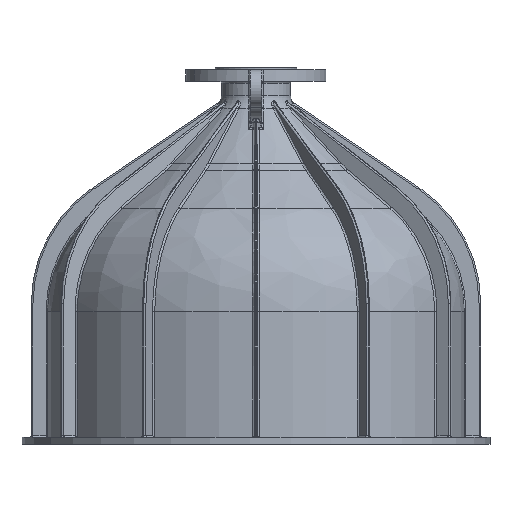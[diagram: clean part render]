
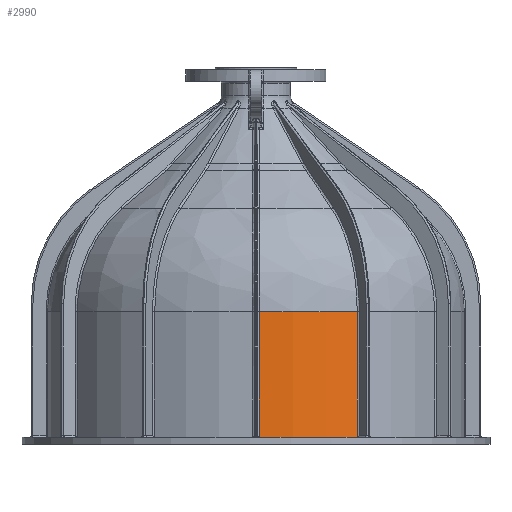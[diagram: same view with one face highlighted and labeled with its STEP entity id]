
A CAD part, front view. The second image highlights one B-rep face of the part: STEP entity #2990.
In plain terms, the highlighted cylindrical face has radius 89 mm (diameter 178 mm), a partial arc.
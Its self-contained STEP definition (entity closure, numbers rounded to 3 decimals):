
#690=CARTESIAN_POINT('Vertex',(43.238,-77.791,3.)) ;
#693=CARTESIAN_POINT('Axis2P3D Location',(0.,0.,3.)) ;
#697=CARTESIAN_POINT('Vertex',(1.45,-88.988,3.)) ;
#1678=CARTESIAN_POINT('Axis2P3D Location',(0.,0.,80.4)) ;
#2933=CARTESIAN_POINT('Vertex',(43.248,-77.786,3.)) ;
#2937=CARTESIAN_POINT('Control Point',(43.238,-77.791,3.)) ;
#2938=CARTESIAN_POINT('Control Point',(43.242,-77.789,3.)) ;
#2939=CARTESIAN_POINT('Control Point',(43.245,-77.787,3.)) ;
#2940=CARTESIAN_POINT('Control Point',(43.248,-77.786,3.)) ;
#2956=CARTESIAN_POINT('Control Point',(1.45,-88.988,3.)) ;
#2957=CARTESIAN_POINT('Control Point',(1.446,-88.988,3.)) ;
#2958=CARTESIAN_POINT('Control Point',(1.442,-88.988,3.)) ;
#2959=CARTESIAN_POINT('Control Point',(1.439,-88.988,3.)) ;
#2960=CARTESIAN_POINT('Vertex',(1.439,-88.988,3.)) ;
#2963=CARTESIAN_POINT('Line Origine',(43.248,-77.786,29.819)) ;
#2967=CARTESIAN_POINT('Vertex',(43.248,-77.786,56.638)) ;
#2970=CARTESIAN_POINT('Axis2P3D Location',(0.,0.,56.638)) ;
#2974=CARTESIAN_POINT('Vertex',(1.439,-88.988,56.638)) ;
#2977=CARTESIAN_POINT('Line Origine',(1.439,-88.988,29.819)) ;
#694=DIRECTION('Axis2P3D Direction',(0.,0.,1.)) ;
#1679=DIRECTION('Axis2P3D Direction',(0.,0.,1.)) ;
#1680=DIRECTION('Axis2P3D XDirection',(-0.878,-0.479,-0.)) ;
#2964=DIRECTION('Vector Direction',(0.,0.,1.)) ;
#2971=DIRECTION('Axis2P3D Direction',(0.,0.,1.)) ;
#2978=DIRECTION('Vector Direction',(0.,0.,1.)) ;
#695=AXIS2_PLACEMENT_3D('Circle Axis2P3D',#693,#694,$) ;
#1681=AXIS2_PLACEMENT_3D('Cylinder Axis2P3D',#1678,#1679,#1680) ;
#2972=AXIS2_PLACEMENT_3D('Circle Axis2P3D',#2970,#2971,$) ;
#2983=ORIENTED_EDGE('',*,*,#2962,.T.) ;
#2984=ORIENTED_EDGE('',*,*,#699,.T.) ;
#2985=ORIENTED_EDGE('',*,*,#2941,.T.) ;
#2986=ORIENTED_EDGE('',*,*,#2969,.F.) ;
#2987=ORIENTED_EDGE('',*,*,#2976,.F.) ;
#2988=ORIENTED_EDGE('',*,*,#2981,.F.) ;
#2965=VECTOR('Line Direction',#2964,1.) ;
#2979=VECTOR('Line Direction',#2978,1.) ;
#2990=ADVANCED_FACE('Corps principal',(#2989),#1682,.T.) ;
#2936=B_SPLINE_CURVE_WITH_KNOTS('',3,(#2937,#2938,#2939,#2940),.UNSPECIFIED.,.F.,.U.,(4,4),(0.,0.016),.UNSPECIFIED.) ;
#2955=B_SPLINE_CURVE_WITH_KNOTS('',3,(#2956,#2957,#2958,#2959),.UNSPECIFIED.,.F.,.U.,(4,4),(0.,0.016),.UNSPECIFIED.) ;
#696=CIRCLE('generated circle',#695,89.) ;
#2973=CIRCLE('generated circle',#2972,89.) ;
#1682=CYLINDRICAL_SURFACE('generated cylinder',#1681,89.) ;
#699=EDGE_CURVE('',#698,#691,#696,.T.) ;
#2941=EDGE_CURVE('',#691,#2934,#2936,.T.) ;
#2962=EDGE_CURVE('',#2961,#698,#2955,.F.) ;
#2969=EDGE_CURVE('',#2968,#2934,#2966,.F.) ;
#2976=EDGE_CURVE('',#2975,#2968,#2973,.T.) ;
#2981=EDGE_CURVE('',#2961,#2975,#2980,.T.) ;
#2982=EDGE_LOOP('',(#2983,#2984,#2985,#2986,#2987,#2988)) ;
#2989=FACE_OUTER_BOUND('',#2982,.T.) ;
#2966=LINE('Line',#2963,#2965) ;
#2980=LINE('Line',#2977,#2979) ;
#691=VERTEX_POINT('',#690) ;
#698=VERTEX_POINT('',#697) ;
#2934=VERTEX_POINT('',#2933) ;
#2961=VERTEX_POINT('',#2960) ;
#2968=VERTEX_POINT('',#2967) ;
#2975=VERTEX_POINT('',#2974) ;
